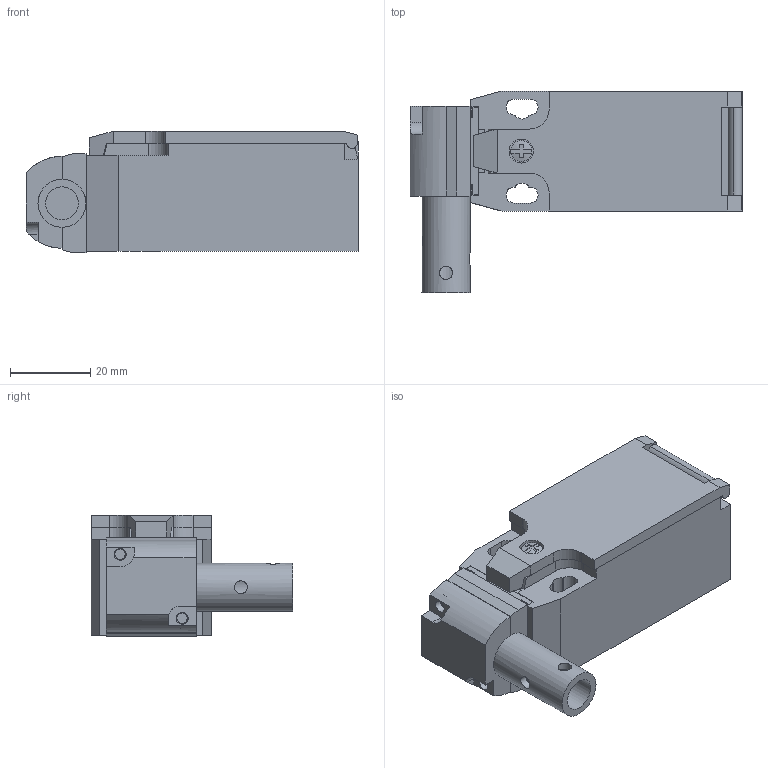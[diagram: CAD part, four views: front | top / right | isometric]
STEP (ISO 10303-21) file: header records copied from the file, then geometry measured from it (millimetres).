
FILE_DESCRIPTION(/* description */ (''),/* implementation_level */ '2;1');
FILE_NAME(/* name */ '700009.1.stp',/* time_stamp */ '2014-03-20T19:20:55+01:00',/* author */ ('jank'),/* organization */ ('Alutec K&K'),/* preprocessor_version */ 'ST-DEVELOPER v15.2',/* originating_system */ 'Autodesk Inventor 2014',/* authorisation */ '');
FILE_SCHEMA (('AUTOMOTIVE_DESIGN { 1 0 10303 214 3 1 1 }'));
Length unit declared in the file: millimetre
Products named in the file (1): 700009.1
Bounding box: 83 x 50.45 x 30.38 mm (x, y, z)
Volume: 37258.3 mm3; surface area: 28397.4 mm2
Topology: 8 solids, 8 shells, 372 faces, 966 edges, 638 vertices
Faces by surface type: plane 292, cylinder 71, cone 5, torus 2, bspline 2
Full cylindrical faces by diameter (mm): 2.3 x1, 2.5 x1, 2.6 x5, 3 x4, 3.2 x2, 3.3 x1, 4.8 x2, 5 x2, 5.3 x1, 6 x1, 6.5 x1, 8 x2, 8.2 x1, 10 x1, 11 x1, 12 x1, 13.6 x2, 14.1 x1, 14.5 x1, 19.3 x1
Entity records: 11356 total; most frequent: CARTESIAN_POINT 2302, ORIENTED_EDGE 1822, DIRECTION 1785, EDGE_CURVE 911, LINE 723, VECTOR 723, VERTEX_POINT 622, AXIS2_PLACEMENT_3D 531
